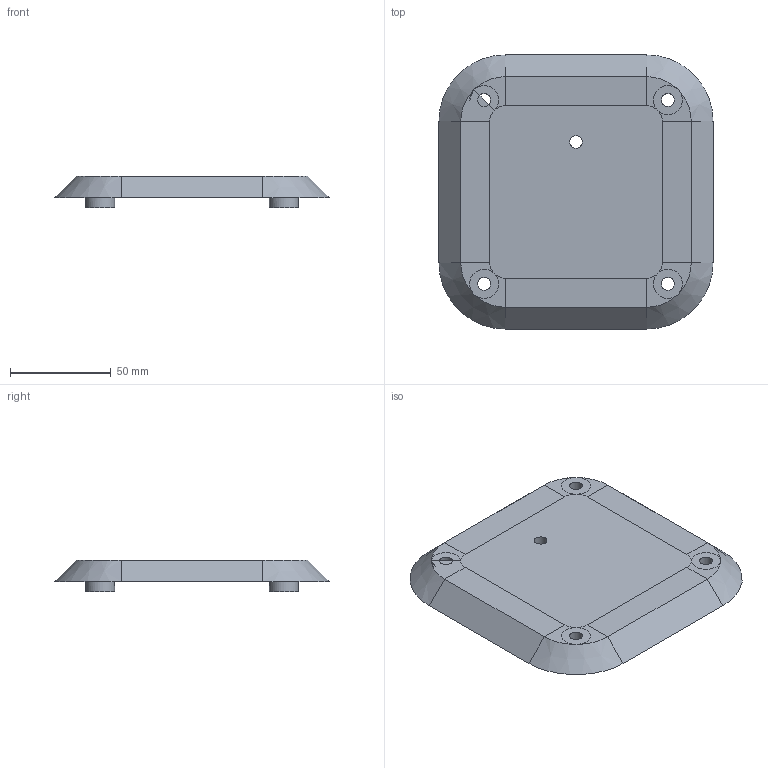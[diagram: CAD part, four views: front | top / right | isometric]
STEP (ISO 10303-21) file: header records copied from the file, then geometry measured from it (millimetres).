
FILE_DESCRIPTION(('FreeCAD Model'),'2;1');
FILE_NAME('Spodni_kryt_prodlouzene_nozky.step','2021-03-01T10:42:41',('Author' ),(''),'Open CASCADE STEP processor 7.3','FreeCAD','Unknown');
FILE_SCHEMA(('AUTOMOTIVE_DESIGN { 1 0 10303 214 1 1 1 1 }'));
Length unit declared in the file: millimetre
Products named in the file (1): Spodni_kryt_uchyceni_na_kriz
Bounding box: 136 x 136 x 15.8 mm (x, y, z)
Volume: 86696.5 mm3; surface area: 41207 mm2
Topology: 1 solids, 1 shells, 67 faces, 151 edges, 86 vertices
Faces by surface type: plane 50, cylinder 9, cone 8
Full cylindrical faces by diameter (mm): 6.2 x1, 6.4 x4, 14.4 x4
Entity records: 4017 total; most frequent: CARTESIAN_POINT 931, DIRECTION 613, ORIENTED_EDGE 302, PCURVE 302, DEFINITIONAL_REPRESENTATION 302, LINE 269, VECTOR 269, EDGE_CURVE 151
